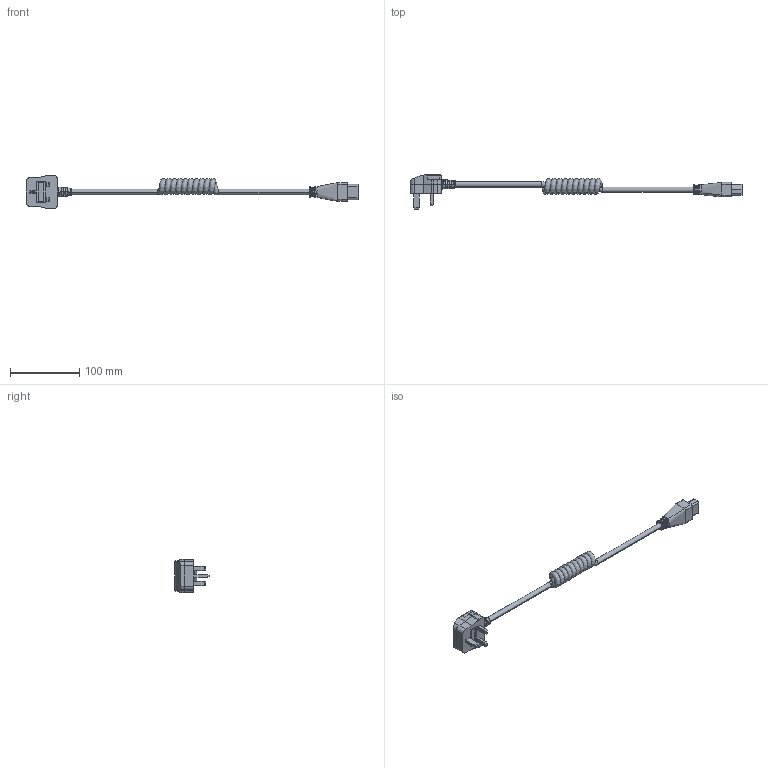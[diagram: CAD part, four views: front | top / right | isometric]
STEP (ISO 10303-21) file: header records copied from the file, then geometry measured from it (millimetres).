
FILE_DESCRIPTION (( 'STEP AP214' ), '1' );
FILE_NAME ('PCH23CZ8-BLK-01F_3D.step', '2025-03-03T22:51:05', ( '' ), ( '' ), 'SwSTEP 2.0', 'SolidWorks 2022', '' );
FILE_SCHEMA (( 'AUTOMOTIVE_DESIGN' ));
Length unit declared in the file: inch
Products named in the file (7): COILED POWER CORD 18AWG 3C SJT; IEC60320 C13; TN3349PS-BS 1363_A-MA3; BS1363 PLUG; PCH23CZ8-BLK-01F_3D; BS1363-MA1; TN3349PS-BS 1363_A-MA2
Assembly tree (6 placements, depth 3):
  PCH23CZ8-BLK-01F_3D
    BS1363 PLUG
      BS1363-MA1
      TN3349PS-BS 1363_A-MA3
      TN3349PS-BS 1363_A-MA2
    IEC60320 C13
    COILED POWER CORD 18AWG 3C SJT
Bounding box: 480.56 x 49.73 x 49 mm (x, y, z)
Volume: 114969.4 mm3; surface area: 40637.3 mm2
Topology: 5 solids, 5 shells, 343 faces, 900 edges, 577 vertices
Faces by surface type: plane 228, cylinder 87, torus 19, bspline 5, cone 2, sphere 2
Entity records: 19175 total; most frequent: CARTESIAN_POINT 8682, ORIENTED_EDGE 1790, DIRECTION 1617, EDGE_CURVE 895, VERTEX_POINT 578, AXIS2_PLACEMENT_3D 548, LINE 521, VECTOR 521
